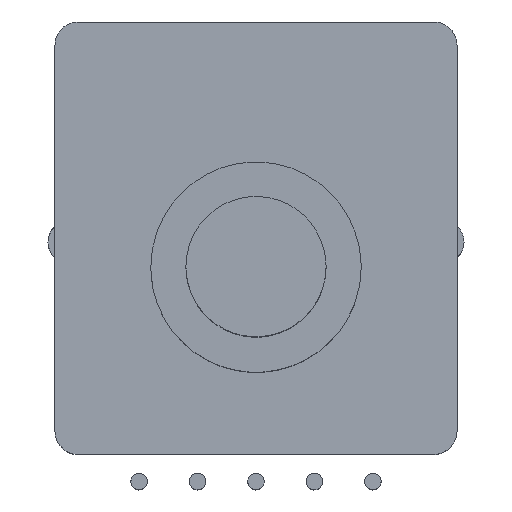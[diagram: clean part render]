
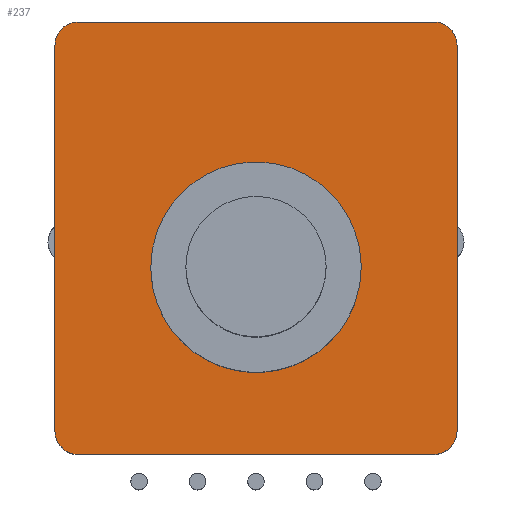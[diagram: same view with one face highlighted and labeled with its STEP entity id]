
A CAD part, top view. The second image highlights one B-rep face of the part: STEP entity #237.
In plain terms, the highlighted planar face has unit normal (0, 0, 1).
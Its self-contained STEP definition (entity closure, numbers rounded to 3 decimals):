
#223=FACE_BOUND('',#367,.T.);
#237=ADVANCED_FACE('',(#301,#223),#901,.T.);
#301=FACE_OUTER_BOUND('',#366,.T.);
#366=EDGE_LOOP('',(#472,#473,#474,#475,#476,#477,#478,#479));
#367=EDGE_LOOP('',(#480,#481));
#472=ORIENTED_EDGE('',*,*,#642,.T.);
#473=ORIENTED_EDGE('',*,*,#646,.T.);
#474=ORIENTED_EDGE('',*,*,#649,.T.);
#475=ORIENTED_EDGE('',*,*,#652,.T.);
#476=ORIENTED_EDGE('',*,*,#655,.T.);
#477=ORIENTED_EDGE('',*,*,#658,.T.);
#478=ORIENTED_EDGE('',*,*,#661,.T.);
#479=ORIENTED_EDGE('',*,*,#663,.T.);
#480=ORIENTED_EDGE('',*,*,#639,.T.);
#481=ORIENTED_EDGE('',*,*,#669,.T.);
#639=EDGE_CURVE('',#829,#849,#747,.T.);
#642=EDGE_CURVE('',#833,#832,#750,.T.);
#646=EDGE_CURVE('',#832,#835,#754,.T.);
#649=EDGE_CURVE('',#835,#837,#757,.T.);
#652=EDGE_CURVE('',#837,#839,#760,.T.);
#655=EDGE_CURVE('',#839,#841,#763,.T.);
#658=EDGE_CURVE('',#841,#843,#766,.T.);
#661=EDGE_CURVE('',#843,#845,#769,.T.);
#663=EDGE_CURVE('',#845,#833,#771,.T.);
#669=EDGE_CURVE('',#849,#829,#777,.T.);
#747=(
BOUNDED_CURVE()
B_SPLINE_CURVE(2,(#1252,#1253,#1254,#1255,#1256),.UNSPECIFIED.,.F.,.F.)
B_SPLINE_CURVE_WITH_KNOTS((3,2,3),(0.,7.069,14.137),
 .UNSPECIFIED.)
CURVE()
GEOMETRIC_REPRESENTATION_ITEM()
RATIONAL_B_SPLINE_CURVE((1.,0.707,1.,0.707,1.))
REPRESENTATION_ITEM('')
);
#750=(
BOUNDED_CURVE()
B_SPLINE_CURVE(2,(#1262,#1263,#1264),.UNSPECIFIED.,.F.,.F.)
B_SPLINE_CURVE_WITH_KNOTS((3,3),(-14.888,-13.318),
 .UNSPECIFIED.)
CURVE()
GEOMETRIC_REPRESENTATION_ITEM()
RATIONAL_B_SPLINE_CURVE((1.,0.707,1.))
REPRESENTATION_ITEM('')
);
#754=(
BOUNDED_CURVE()
B_SPLINE_CURVE(2,(#1272,#1273,#1274),.UNSPECIFIED.,.F.,.F.)
B_SPLINE_CURVE_WITH_KNOTS((3,3),(-13.318,-12.434),
 .UNSPECIFIED.)
CURVE()
GEOMETRIC_REPRESENTATION_ITEM()
RATIONAL_B_SPLINE_CURVE((1.,1.,1.))
REPRESENTATION_ITEM('')
);
#757=(
BOUNDED_CURVE()
B_SPLINE_CURVE(2,(#1280,#1281,#1282),.UNSPECIFIED.,.F.,.F.)
B_SPLINE_CURVE_WITH_KNOTS((3,3),(-12.434,-10.863),
 .UNSPECIFIED.)
CURVE()
GEOMETRIC_REPRESENTATION_ITEM()
RATIONAL_B_SPLINE_CURVE((1.,0.707,1.))
REPRESENTATION_ITEM('')
);
#760=(
BOUNDED_CURVE()
B_SPLINE_CURVE(2,(#1288,#1289,#1290),.UNSPECIFIED.,.F.,.F.)
B_SPLINE_CURVE_WITH_KNOTS((3,3),(-10.863,-9.971),
 .UNSPECIFIED.)
CURVE()
GEOMETRIC_REPRESENTATION_ITEM()
RATIONAL_B_SPLINE_CURVE((1.,1.,1.))
REPRESENTATION_ITEM('')
);
#763=(
BOUNDED_CURVE()
B_SPLINE_CURVE(2,(#1296,#1297,#1298),.UNSPECIFIED.,.F.,.F.)
B_SPLINE_CURVE_WITH_KNOTS((3,3),(-9.971,-8.4),
 .UNSPECIFIED.)
CURVE()
GEOMETRIC_REPRESENTATION_ITEM()
RATIONAL_B_SPLINE_CURVE((1.,0.707,1.))
REPRESENTATION_ITEM('')
);
#766=(
BOUNDED_CURVE()
B_SPLINE_CURVE(2,(#1304,#1305,#1306),.UNSPECIFIED.,.F.,.F.)
B_SPLINE_CURVE_WITH_KNOTS((3,3),(-8.4,-7.517),
 .UNSPECIFIED.)
CURVE()
GEOMETRIC_REPRESENTATION_ITEM()
RATIONAL_B_SPLINE_CURVE((1.,1.,1.))
REPRESENTATION_ITEM('')
);
#769=(
BOUNDED_CURVE()
B_SPLINE_CURVE(2,(#1312,#1313,#1314),.UNSPECIFIED.,.F.,.F.)
B_SPLINE_CURVE_WITH_KNOTS((3,3),(-7.517,-5.946),
 .UNSPECIFIED.)
CURVE()
GEOMETRIC_REPRESENTATION_ITEM()
RATIONAL_B_SPLINE_CURVE((1.,0.707,1.))
REPRESENTATION_ITEM('')
);
#771=(
BOUNDED_CURVE()
B_SPLINE_CURVE(2,(#1318,#1319,#1320),.UNSPECIFIED.,.F.,.F.)
B_SPLINE_CURVE_WITH_KNOTS((3,3),(-5.946,-5.054),
 .UNSPECIFIED.)
CURVE()
GEOMETRIC_REPRESENTATION_ITEM()
RATIONAL_B_SPLINE_CURVE((1.,1.,1.))
REPRESENTATION_ITEM('')
);
#777=(
BOUNDED_CURVE()
B_SPLINE_CURVE(2,(#1340,#1341,#1342,#1343,#1344),.UNSPECIFIED.,.F.,.F.)
B_SPLINE_CURVE_WITH_KNOTS((3,2,3),(14.137,21.206,28.274),
 .UNSPECIFIED.)
CURVE()
GEOMETRIC_REPRESENTATION_ITEM()
RATIONAL_B_SPLINE_CURVE((1.,0.707,1.,0.707,1.))
REPRESENTATION_ITEM('')
);
#829=VERTEX_POINT('',#1212);
#832=VERTEX_POINT('',#1215);
#833=VERTEX_POINT('',#1216);
#835=VERTEX_POINT('',#1218);
#837=VERTEX_POINT('',#1220);
#839=VERTEX_POINT('',#1222);
#841=VERTEX_POINT('',#1224);
#843=VERTEX_POINT('',#1226);
#845=VERTEX_POINT('',#1228);
#849=VERTEX_POINT('',#1232);
#901=PLANE('',#1016);
#1016=AXIS2_PLACEMENT_3D('',#1188,#1061,$);
#1061=DIRECTION('',(0.,0.,1.));
#1188=CARTESIAN_POINT('',(5.75,21.963,7.5));
#1212=CARTESIAN_POINT('',(-0.5,9.15,7.5));
#1215=CARTESIAN_POINT('',(-12.6,1.15,7.5));
#1216=CARTESIAN_POINT('',(-13.6,2.15,7.5));
#1218=CARTESIAN_POINT('',(2.6,1.15,7.5));
#1220=CARTESIAN_POINT('',(3.6,2.15,7.5));
#1222=CARTESIAN_POINT('',(3.6,18.65,7.5));
#1224=CARTESIAN_POINT('',(2.6,19.65,7.5));
#1226=CARTESIAN_POINT('',(-12.6,19.65,7.5));
#1228=CARTESIAN_POINT('',(-13.6,18.65,7.5));
#1232=CARTESIAN_POINT('',(-9.5,9.15,7.5));
#1252=CARTESIAN_POINT('',(-0.5,9.15,7.5));
#1253=CARTESIAN_POINT('',(-0.5,4.65,7.5));
#1254=CARTESIAN_POINT('',(-5.,4.65,7.5));
#1255=CARTESIAN_POINT('',(-9.5,4.65,7.5));
#1256=CARTESIAN_POINT('',(-9.5,9.15,7.5));
#1262=CARTESIAN_POINT('',(-13.6,2.15,7.5));
#1263=CARTESIAN_POINT('',(-13.6,1.15,7.5));
#1264=CARTESIAN_POINT('',(-12.6,1.15,7.5));
#1272=CARTESIAN_POINT('',(-12.6,1.15,7.5));
#1273=CARTESIAN_POINT('',(-5.,1.15,7.5));
#1274=CARTESIAN_POINT('',(2.6,1.15,7.5));
#1280=CARTESIAN_POINT('',(2.6,1.15,7.5));
#1281=CARTESIAN_POINT('',(3.6,1.15,7.5));
#1282=CARTESIAN_POINT('',(3.6,2.15,7.5));
#1288=CARTESIAN_POINT('',(3.6,2.15,7.5));
#1289=CARTESIAN_POINT('',(3.6,10.4,7.5));
#1290=CARTESIAN_POINT('',(3.6,18.65,7.5));
#1296=CARTESIAN_POINT('',(3.6,18.65,7.5));
#1297=CARTESIAN_POINT('',(3.6,19.65,7.5));
#1298=CARTESIAN_POINT('',(2.6,19.65,7.5));
#1304=CARTESIAN_POINT('',(2.6,19.65,7.5));
#1305=CARTESIAN_POINT('',(-5.,19.65,7.5));
#1306=CARTESIAN_POINT('',(-12.6,19.65,7.5));
#1312=CARTESIAN_POINT('',(-12.6,19.65,7.5));
#1313=CARTESIAN_POINT('',(-13.6,19.65,7.5));
#1314=CARTESIAN_POINT('',(-13.6,18.65,7.5));
#1318=CARTESIAN_POINT('',(-13.6,18.65,7.5));
#1319=CARTESIAN_POINT('',(-13.6,10.4,7.5));
#1320=CARTESIAN_POINT('',(-13.6,2.15,7.5));
#1340=CARTESIAN_POINT('',(-9.5,9.15,7.5));
#1341=CARTESIAN_POINT('',(-9.5,13.65,7.5));
#1342=CARTESIAN_POINT('',(-5.,13.65,7.5));
#1343=CARTESIAN_POINT('',(-0.5,13.65,7.5));
#1344=CARTESIAN_POINT('',(-0.5,9.15,7.5));
